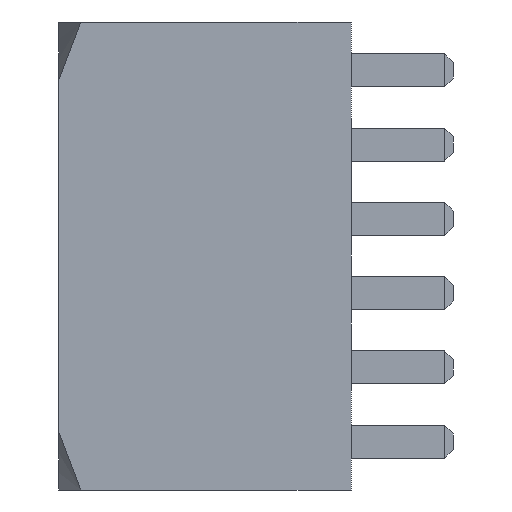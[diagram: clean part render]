
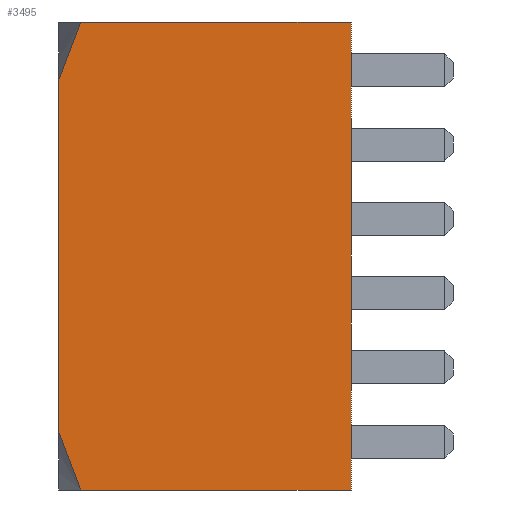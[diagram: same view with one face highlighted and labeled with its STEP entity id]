
A CAD part, left-side view. The second image highlights one B-rep face of the part: STEP entity #3495.
In plain terms, the highlighted planar face has unit normal (-1, 0, 0).
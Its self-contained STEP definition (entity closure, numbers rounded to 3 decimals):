
#106 = DIRECTION ( 'NONE',  ( 0., 0., 1. ) ) ;
#183 = FACE_OUTER_BOUND ( 'NONE', #5745, .T. ) ;
#192 = ORIENTED_EDGE ( 'NONE', *, *, #2306, .T. ) ;
#233 = CARTESIAN_POINT ( 'NONE',  ( -8., 9.242, -8. ) ) ;
#448 = EDGE_CURVE ( 'NONE', #1521, #1624, #3638, .T. ) ;
#498 = CARTESIAN_POINT ( 'NONE',  ( -8., 10., 8. ) ) ;
#554 = DIRECTION ( 'NONE',  ( 0., -1., 0. ) ) ;
#817 = LINE ( 'NONE', #2007, #892 ) ;
#892 = VECTOR ( 'NONE', #554, 1000. ) ;
#910 = CARTESIAN_POINT ( 'NONE',  ( -8., 9.242, 8. ) ) ;
#1077 = VECTOR ( 'NONE', #2792, 1000. ) ;
#1209 = VERTEX_POINT ( 'NONE', #4215 ) ;
#1220 = CARTESIAN_POINT ( 'NONE',  ( -8., 9.767, 6.672 ) ) ;
#1247 = CARTESIAN_POINT ( 'NONE',  ( -8., 9.242, 8. ) ) ;
#1521 = VERTEX_POINT ( 'NONE', #5975 ) ;
#1624 = VERTEX_POINT ( 'NONE', #1877 ) ;
#1877 = CARTESIAN_POINT ( 'NONE',  ( -8., 9.242, -8. ) ) ;
#1908 = DIRECTION ( 'NONE',  ( 0., -1., 0. ) ) ;
#2007 = CARTESIAN_POINT ( 'NONE',  ( -8., 10., -8. ) ) ;
#2247 = CARTESIAN_POINT ( 'NONE',  ( -8., 0., -8. ) ) ;
#2260 = VERTEX_POINT ( 'NONE', #910 ) ;
#2306 = EDGE_CURVE ( 'NONE', #1624, #1209, #817, .T. ) ;
#2564 = DIRECTION ( 'NONE',  ( 0., 0., -1. ) ) ;
#2656 = ORIENTED_EDGE ( 'NONE', *, *, #4506, .F. ) ;
#2783 = ORIENTED_EDGE ( 'NONE', *, *, #5622, .F. ) ;
#2792 = DIRECTION ( 'NONE',  ( 0., 0., 1. ) ) ;
#2972 = CARTESIAN_POINT ( 'NONE',  ( -8., 10., -8. ) ) ;
#3072 = CARTESIAN_POINT ( 'NONE',  ( -8., 9.511, -7.341 ) ) ;
#3106 = VERTEX_POINT ( 'NONE', #3254 ) ;
#3133 = CARTESIAN_POINT ( 'NONE',  ( -8., 10., 6. ) ) ;
#3241 = B_SPLINE_CURVE_WITH_KNOTS ( 'NONE', 3,
 ( #1247, #4997, #1220, #3133 ),
 .UNSPECIFIED., .F., .F.,
 ( 4, 4 ),
 ( 0.011, 0.013 ),
 .UNSPECIFIED. ) ;
#3254 = CARTESIAN_POINT ( 'NONE',  ( -8., 0., 8. ) ) ;
#3495 = ADVANCED_FACE ( 'NONE', ( #183 ), #5884, .F. ) ;
#3638 = B_SPLINE_CURVE_WITH_KNOTS ( 'NONE', 3,
 ( #4485, #4974, #3072, #233 ),
 .UNSPECIFIED., .F., .F.,
 ( 4, 4 ),
 ( 0.025, 0.027 ),
 .UNSPECIFIED. ) ;
#3652 = CARTESIAN_POINT ( 'NONE',  ( -8., 10., 6. ) ) ;
#3744 = VECTOR ( 'NONE', #1908, 1000. ) ;
#3972 = ORIENTED_EDGE ( 'NONE', *, *, #6038, .T. ) ;
#3981 = DIRECTION ( 'NONE',  ( 1., 0., 0. ) ) ;
#4060 = ORIENTED_EDGE ( 'NONE', *, *, #448, .T. ) ;
#4215 = CARTESIAN_POINT ( 'NONE',  ( -8., 0., -8. ) ) ;
#4251 = VERTEX_POINT ( 'NONE', #3652 ) ;
#4485 = CARTESIAN_POINT ( 'NONE',  ( -8., 10., -6. ) ) ;
#4506 = EDGE_CURVE ( 'NONE', #1521, #4251, #5852, .T. ) ;
#4582 = VECTOR ( 'NONE', #106, 1000. ) ;
#4630 = LINE ( 'NONE', #498, #3744 ) ;
#4777 = ORIENTED_EDGE ( 'NONE', *, *, #5964, .T. ) ;
#4852 = LINE ( 'NONE', #2247, #1077 ) ;
#4923 = CARTESIAN_POINT ( 'NONE',  ( -8., 10., -8. ) ) ;
#4974 = CARTESIAN_POINT ( 'NONE',  ( -8., 9.766, -6.675 ) ) ;
#4997 = CARTESIAN_POINT ( 'NONE',  ( -8., 9.511, 7.339 ) ) ;
#5013 = AXIS2_PLACEMENT_3D ( 'NONE', #4923, #3981, #2564 ) ;
#5622 = EDGE_CURVE ( 'NONE', #2260, #3106, #4630, .T. ) ;
#5745 = EDGE_LOOP ( 'NONE', ( #2783, #4777, #2656, #4060, #192, #3972 ) ) ;
#5852 = LINE ( 'NONE', #2972, #4582 ) ;
#5884 = PLANE ( 'NONE',  #5013 ) ;
#5964 = EDGE_CURVE ( 'NONE', #2260, #4251, #3241, .T. ) ;
#5975 = CARTESIAN_POINT ( 'NONE',  ( -8., 10., -6. ) ) ;
#6038 = EDGE_CURVE ( 'NONE', #1209, #3106, #4852, .T. ) ;
